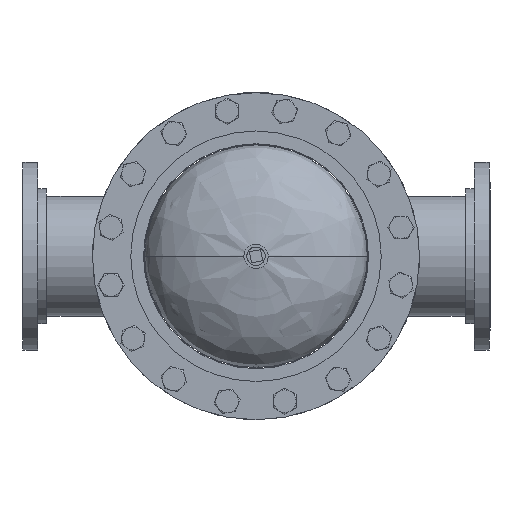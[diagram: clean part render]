
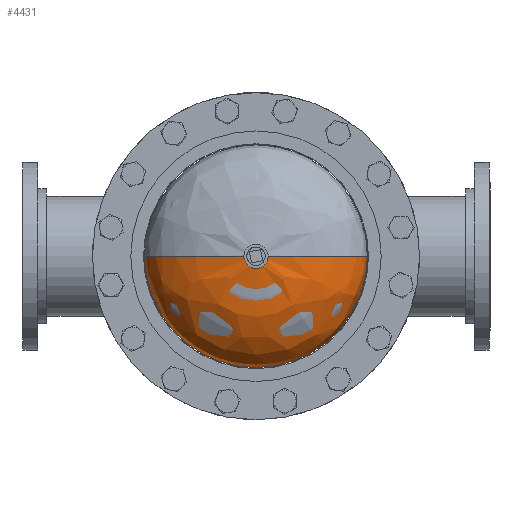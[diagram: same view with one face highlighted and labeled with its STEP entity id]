
A CAD part, front view. The second image highlights one B-rep face of the part: STEP entity #4431.
In plain terms, the highlighted free-form (B-spline) face has degree [3, 3] with [4, 4] control points.
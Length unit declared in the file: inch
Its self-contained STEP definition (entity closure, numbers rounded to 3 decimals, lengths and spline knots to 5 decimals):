
#215 = CARTESIAN_POINT ( 'NONE',  ( 8., 0.5125, 0. ) ) ;
#267 = EDGE_LOOP ( 'NONE', ( #9186, #16615, #9777, #7760, #15506, #2397 ) ) ;
#303 = CARTESIAN_POINT ( 'NONE',  ( -8., 0.5125, -16. ) ) ;
#476 = CARTESIAN_POINT ( 'NONE',  ( -8., 2.71168, -16. ) ) ;
#546 = DIRECTION ( 'NONE',  ( 0., -1., 0. ) ) ;
#578 = EDGE_CURVE ( 'NONE', #1812, #3273, #16674, .T. ) ;
#1604 = VERTEX_POINT ( 'NONE', #8295 ) ;
#1635 = FACE_OUTER_BOUND ( 'NONE', #267, .T. ) ;
#1812 = VERTEX_POINT ( 'NONE', #14147 ) ;
#2117 = CARTESIAN_POINT ( 'NONE',  ( 0., 0.5125, 0. ) ) ;
#2255 = CARTESIAN_POINT ( 'NONE',  ( -5.07546, 4.33799, 0. ) ) ;
#2397 = ORIENTED_EDGE ( 'NONE', *, *, #10181, .F. ) ;
#2553 = EDGE_CURVE ( 'NONE', #6937, #17100, #4976, .T. ) ;
#2894 = CARTESIAN_POINT ( 'NONE',  ( 5.07546, 4.33799, -10.15091 ) ) ;
#3138 = CARTESIAN_POINT ( 'NONE',  ( -8., 0.5125, 0. ) ) ;
#3267 = CARTESIAN_POINT ( 'NONE',  ( 8., 0.5125, 0. ) ) ;
#3273 = VERTEX_POINT ( 'NONE', #3267 ) ;
#3302 = CARTESIAN_POINT ( 'NONE',  ( -8., 0.5125, 0. ) ) ;
#3347 = EDGE_CURVE ( 'NONE', #11864, #3273, #9197, .T. ) ;
#3446 = CARTESIAN_POINT ( 'NONE',  ( 8., 2.71168, 0. ) ) ;
#4431 = ADVANCED_FACE ( 'NONE', ( #1635 ), #12253, .F. ) ;
#4466 = CARTESIAN_POINT ( 'NONE',  ( -5.07546, 4.33799, -10.15091 ) ) ;
#4976 =( BOUNDED_CURVE ( )  B_SPLINE_CURVE ( 3, ( #10324, #2255, #15765, #13173 ),
 .UNSPECIFIED., .F., .T. ) 
 B_SPLINE_CURVE_WITH_KNOTS ( ( 4, 4 ),
 ( 1.66468, 3.14159 ),
 .UNSPECIFIED. ) 
 CURVE ( )  GEOMETRIC_REPRESENTATION_ITEM ( )  RATIONAL_B_SPLINE_CURVE ( ( 1., 0.826, 0.826, 1. ) ) 
 REPRESENTATION_ITEM ( '' )  );
#5132 = CARTESIAN_POINT ( 'NONE',  ( 8., 0.5125, 0. ) ) ;
#5757 = CARTESIAN_POINT ( 'NONE',  ( 0., 4.54417, 0. ) ) ;
#5951 = DIRECTION ( 'NONE',  ( 0., 0., -1. ) ) ;
#5973 = CARTESIAN_POINT ( 'NONE',  ( 0.75, 4.54417, 0. ) ) ;
#6497 = EDGE_CURVE ( 'NONE', #1604, #11864, #10111, .T. ) ;
#6937 = VERTEX_POINT ( 'NONE', #17262 ) ;
#7228 = CARTESIAN_POINT ( 'NONE',  ( 5.07546, 4.33799, 0. ) ) ;
#7760 = ORIENTED_EDGE ( 'NONE', *, *, #3347, .T. ) ;
#8295 = CARTESIAN_POINT ( 'NONE',  ( 0., 4.54417, -0.75 ) ) ;
#8559 = AXIS2_PLACEMENT_3D ( 'NONE', #9476, #14916, #14825 ) ;
#9186 = ORIENTED_EDGE ( 'NONE', *, *, #2553, .F. ) ;
#9197 =( BOUNDED_CURVE ( )  B_SPLINE_CURVE ( 3, ( #17324, #10285, #3446, #5132 ),
 .UNSPECIFIED., .F., .T. ) 
 B_SPLINE_CURVE_WITH_KNOTS ( ( 4, 4 ),
 ( 1.66468, 3.14159 ),
 .UNSPECIFIED. ) 
 CURVE ( )  GEOMETRIC_REPRESENTATION_ITEM ( )  RATIONAL_B_SPLINE_CURVE ( ( 1., 0.826, 0.826, 1. ) ) 
 REPRESENTATION_ITEM ( '' )  );
#9476 = CARTESIAN_POINT ( 'NONE',  ( 0., 0.5125, 0. ) ) ;
#9777 = ORIENTED_EDGE ( 'NONE', *, *, #6497, .T. ) ;
#10090 = DIRECTION ( 'NONE',  ( 0., 0., -1. ) ) ;
#10111 = CIRCLE ( 'NONE', #10423, 0.75 ) ;
#10181 = EDGE_CURVE ( 'NONE', #17100, #1812, #12537, .T. ) ;
#10285 = CARTESIAN_POINT ( 'NONE',  ( 5.07546, 4.33799, 0. ) ) ;
#10324 = CARTESIAN_POINT ( 'NONE',  ( -0.75, 4.54417, 0. ) ) ;
#10423 = AXIS2_PLACEMENT_3D ( 'NONE', #12460, #546, #5951 ) ;
#11007 = CIRCLE ( 'NONE', #17535, 0.75 ) ;
#11144 = CARTESIAN_POINT ( 'NONE',  ( 8., 0.5125, -16. ) ) ;
#11181 = DIRECTION ( 'NONE',  ( 0., -1., 0. ) ) ;
#11254 = AXIS2_PLACEMENT_3D ( 'NONE', #2117, #11513, #10090 ) ;
#11513 = DIRECTION ( 'NONE',  ( 0., -1., 0. ) ) ;
#11864 = VERTEX_POINT ( 'NONE', #16236 ) ;
#12253 =( BOUNDED_SURFACE ( )  B_SPLINE_SURFACE ( 3, 3, ( 
 ( #16665, #12392, #12734, #5973 ),
 ( #15074, #4466, #2894, #7228 ),
 ( #14068, #476, #12475, #13727 ),
 ( #3138, #303, #11144, #215 ) ),
 .UNSPECIFIED., .F., .F., .F. ) 
 B_SPLINE_SURFACE_WITH_KNOTS ( ( 4, 4 ),
 ( 4, 4 ),
 ( 0., 1. ),
 ( 0., 1. ),
 .UNSPECIFIED. ) 
 GEOMETRIC_REPRESENTATION_ITEM ( )  RATIONAL_B_SPLINE_SURFACE ( (
 ( 1., 0.333, 0.333, 1.),
 ( 0.826, 0.275, 0.275, 0.826),
 ( 0.826, 0.275, 0.275, 0.826),
 ( 1., 0.333, 0.333, 1.) ) ) 
 REPRESENTATION_ITEM ( '' )  SURFACE ( )  );
#12392 = CARTESIAN_POINT ( 'NONE',  ( -0.75, 4.54417, -1.5 ) ) ;
#12460 = CARTESIAN_POINT ( 'NONE',  ( 0., 4.54417, 0. ) ) ;
#12475 = CARTESIAN_POINT ( 'NONE',  ( 8., 2.71168, -16. ) ) ;
#12537 = CIRCLE ( 'NONE', #8559, 8. ) ;
#12734 = CARTESIAN_POINT ( 'NONE',  ( 0.75, 4.54417, -1.5 ) ) ;
#12928 = EDGE_CURVE ( 'NONE', #6937, #1604, #11007, .T. ) ;
#13173 = CARTESIAN_POINT ( 'NONE',  ( -8., 0.5125, 0. ) ) ;
#13727 = CARTESIAN_POINT ( 'NONE',  ( 8., 2.71168, 0. ) ) ;
#14068 = CARTESIAN_POINT ( 'NONE',  ( -8., 2.71168, 0. ) ) ;
#14147 = CARTESIAN_POINT ( 'NONE',  ( 0., 0.5125, -8. ) ) ;
#14825 = DIRECTION ( 'NONE',  ( 0., 0., -1. ) ) ;
#14916 = DIRECTION ( 'NONE',  ( 0., -1., 0. ) ) ;
#15074 = CARTESIAN_POINT ( 'NONE',  ( -5.07546, 4.33799, 0. ) ) ;
#15506 = ORIENTED_EDGE ( 'NONE', *, *, #578, .F. ) ;
#15765 = CARTESIAN_POINT ( 'NONE',  ( -8., 2.71168, 0. ) ) ;
#16236 = CARTESIAN_POINT ( 'NONE',  ( 0.75, 4.54417, 0. ) ) ;
#16615 = ORIENTED_EDGE ( 'NONE', *, *, #12928, .T. ) ;
#16625 = DIRECTION ( 'NONE',  ( 0., 0., -1. ) ) ;
#16665 = CARTESIAN_POINT ( 'NONE',  ( -0.75, 4.54417, 0. ) ) ;
#16674 = CIRCLE ( 'NONE', #11254, 8. ) ;
#17100 = VERTEX_POINT ( 'NONE', #3302 ) ;
#17262 = CARTESIAN_POINT ( 'NONE',  ( -0.75, 4.54417, 0. ) ) ;
#17324 = CARTESIAN_POINT ( 'NONE',  ( 0.75, 4.54417, 0. ) ) ;
#17535 = AXIS2_PLACEMENT_3D ( 'NONE', #5757, #11181, #16625 ) ;
